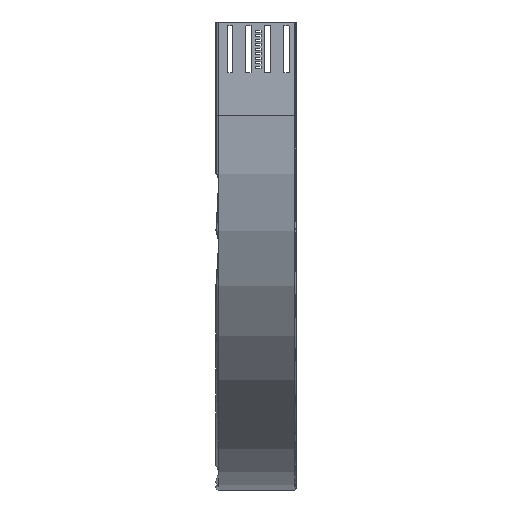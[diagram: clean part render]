
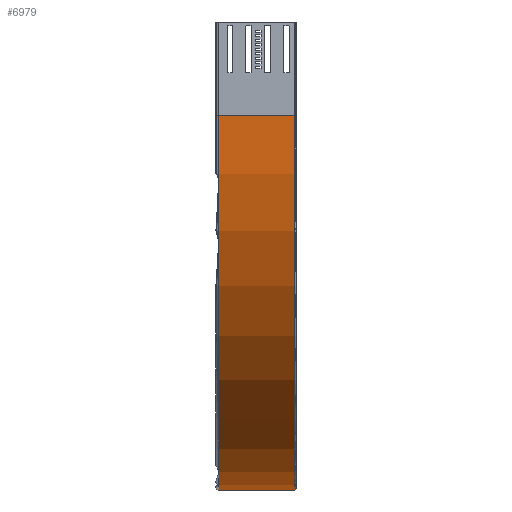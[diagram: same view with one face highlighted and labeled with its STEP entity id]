
A CAD part, left-side view. The second image highlights one B-rep face of the part: STEP entity #6979.
In plain terms, the highlighted cylindrical face has radius 500 mm (diameter 1000 mm), a partial arc.
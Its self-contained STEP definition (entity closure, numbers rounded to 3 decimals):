
#313 = CIRCLE ( 'NONE', #19750, 500. ) ;
#1087 = ORIENTED_EDGE ( 'NONE', *, *, #14415, .T. ) ;
#1283 = CARTESIAN_POINT ( 'NONE',  ( 500., 0., -625. ) ) ;
#1488 = VERTEX_POINT ( 'NONE', #5541 ) ;
#2854 = DIRECTION ( 'NONE',  ( -1., 0., 0. ) ) ;
#4209 = ORIENTED_EDGE ( 'NONE', *, *, #22056, .F. ) ;
#4384 = CYLINDRICAL_SURFACE ( 'NONE', #12647, 500. ) ;
#5164 = CARTESIAN_POINT ( 'NONE',  ( 0., 103.25, -125. ) ) ;
#5541 = CARTESIAN_POINT ( 'NONE',  ( 500., 103.25, -625. ) ) ;
#5615 = CARTESIAN_POINT ( 'NONE',  ( 0., 1.75, -125. ) ) ;
#6979 = ADVANCED_FACE ( 'NONE', ( #21808 ), #4384, .T. ) ;
#7700 = CARTESIAN_POINT ( 'NONE',  ( 500., 103.25, -125. ) ) ;
#8481 = DIRECTION ( 'NONE',  ( 0., 0., -1. ) ) ;
#8502 = ORIENTED_EDGE ( 'NONE', *, *, #23209, .T. ) ;
#10151 = DIRECTION ( 'NONE',  ( 0., 1., 0. ) ) ;
#12079 = EDGE_LOOP ( 'NONE', ( #1087, #18799, #4209, #8502 ) ) ;
#12445 = VECTOR ( 'NONE', #19439, 1000. ) ;
#12647 = AXIS2_PLACEMENT_3D ( 'NONE', #26191, #23796, #8481 ) ;
#13051 = CARTESIAN_POINT ( 'NONE',  ( 500., 1.75, -625. ) ) ;
#13814 = VECTOR ( 'NONE', #10151, 1000. ) ;
#14415 = EDGE_CURVE ( 'NONE', #15552, #1488, #313, .T. ) ;
#15552 = VERTEX_POINT ( 'NONE', #5164 ) ;
#16322 = DIRECTION ( 'NONE',  ( 0., -1., 0. ) ) ;
#17454 = LINE ( 'NONE', #26233, #12445 ) ;
#18257 = LINE ( 'NONE', #1283, #13814 ) ;
#18799 = ORIENTED_EDGE ( 'NONE', *, *, #23251, .F. ) ;
#19439 = DIRECTION ( 'NONE',  ( 0., 1., 0. ) ) ;
#19750 = AXIS2_PLACEMENT_3D ( 'NONE', #7700, #16322, #24979 ) ;
#20562 = DIRECTION ( 'NONE',  ( 0., -1., 0. ) ) ;
#20648 = AXIS2_PLACEMENT_3D ( 'NONE', #24389, #20562, #2854 ) ;
#21808 = FACE_OUTER_BOUND ( 'NONE', #12079, .T. ) ;
#21900 = VERTEX_POINT ( 'NONE', #13051 ) ;
#21995 = CIRCLE ( 'NONE', #20648, 500. ) ;
#22056 = EDGE_CURVE ( 'NONE', #27530, #21900, #21995, .T. ) ;
#23209 = EDGE_CURVE ( 'NONE', #27530, #15552, #17454, .T. ) ;
#23251 = EDGE_CURVE ( 'NONE', #21900, #1488, #18257, .T. ) ;
#23796 = DIRECTION ( 'NONE',  ( 0., -1., 0. ) ) ;
#24389 = CARTESIAN_POINT ( 'NONE',  ( 500., 1.75, -125. ) ) ;
#24979 = DIRECTION ( 'NONE',  ( -1., 0., 0. ) ) ;
#26191 = CARTESIAN_POINT ( 'NONE',  ( 500., 0., -125. ) ) ;
#26233 = CARTESIAN_POINT ( 'NONE',  ( 0., 0., -125. ) ) ;
#27530 = VERTEX_POINT ( 'NONE', #5615 ) ;
